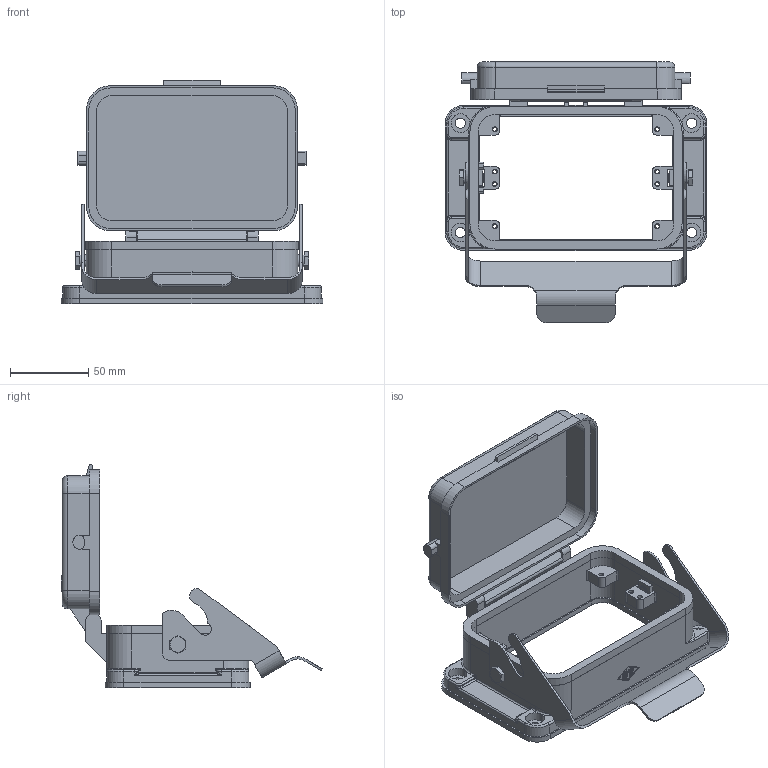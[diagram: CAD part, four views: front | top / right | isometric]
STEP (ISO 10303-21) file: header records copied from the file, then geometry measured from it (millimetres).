
FILE_DESCRIPTION(('Creo Elements/Direct Modeling STEP Export'),'2;1');
FILE_NAME('JCHI_48_LP.stp','2014-01-31T 8:43:46',(''),(''),'Creo Elements/Direct Modeling STEP processor for AP214 (Solid Model)','Creo Elements/Direct Modeling 18.0B 02-Dec-2011 (C) Parametric Technology GmbH','');
FILE_SCHEMA(('AUTOMOTIVE_DESIGN { 1 0 10303 214 1 1 1 1 }'));
Length unit declared in the file: millimetre
Products named in the file (1): JCHI_48_LP
Bounding box: 167.5 x 167.2 x 143.21 mm (x, y, z)
Volume: 204308.6 mm3; surface area: 114326 mm2
Topology: 1 solids, 1 shells, 624 faces, 1664 edges, 1070 vertices
Faces by surface type: plane 299, cylinder 267, torus 24, cone 16, bspline 14, sphere 4
Entity records: 21793 total; most frequent: CARTESIAN_POINT 5878, ORIENTED_EDGE 3296, DIRECTION 3202, EDGE_CURVE 1648, AXIS2_PLACEMENT_3D 1114, VERTEX_POINT 1070, VECTOR 974, LINE 974
